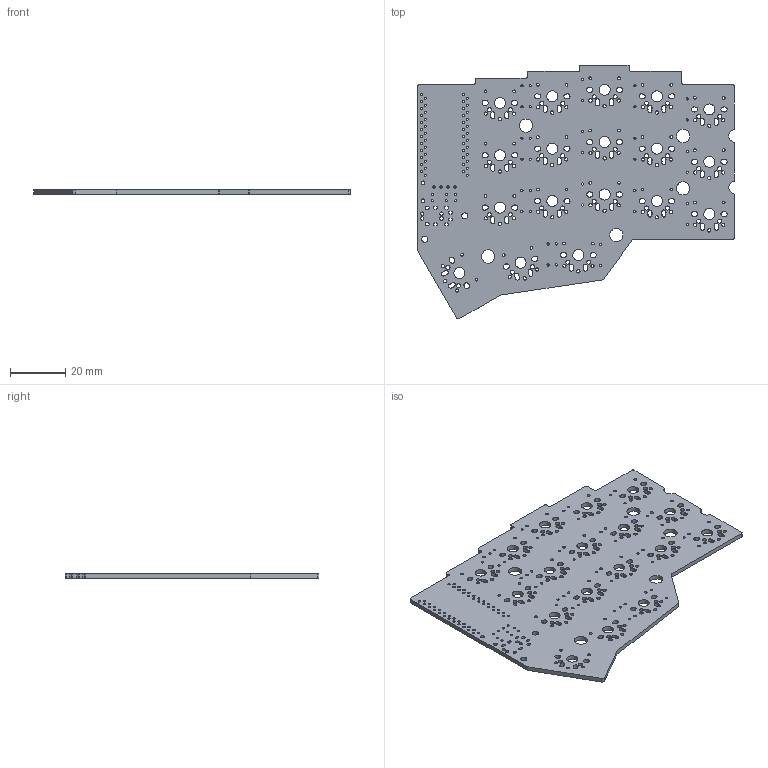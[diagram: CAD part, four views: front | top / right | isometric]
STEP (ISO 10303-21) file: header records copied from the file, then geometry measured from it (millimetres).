
FILE_DESCRIPTION(/* description */ (''),/* implementation_level */ '2;1');
FILE_NAME(/* name */ 'Corne 5 Col.step',/* time_stamp */ '2021-09-22T10:41:14-04:00',/* author */ (''),/* organization */ (''),/* preprocessor_version */ 'ST-DEVELOPER v18.1',/* originating_system */ 'Autodesk Translation Framework v10.10.0.1391',/* authorisation */ '');
FILE_SCHEMA (('AUTOMOTIVE_DESIGN { 1 0 10303 214 3 1 1 }'));
Length unit declared in the file: millimetre
Products named in the file (1): Corne 5 col
Bounding box: 114.75 x 92.18 x 1.6 mm (x, y, z)
Volume: 11783.6 mm3; surface area: 17877.9 mm2
Topology: 1 solids, 1 shells, 539 faces, 1611 edges, 1074 vertices
Faces by surface type: cylinder 501, plane 38
Full cylindrical faces by diameter (mm): 0.813 x94, 1 x36, 1.2 x58, 1.3 x2, 1.5 x36, 2.2 x2, 4 x18, 4.8 x5
Entity records: 20111 total; most frequent: DIRECTION 3693, CARTESIAN_POINT 3225, ORIENTED_EDGE 3222, EDGE_CURVE 1611, AXIS2_PLACEMENT_3D 1542, EDGE_LOOP 1201, VERTEX_POINT 1074, CIRCLE 1002
